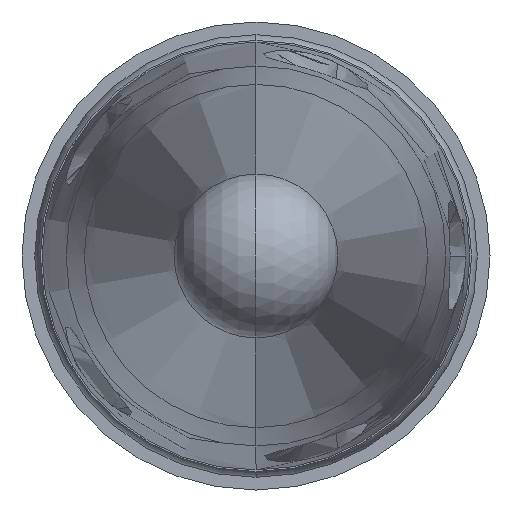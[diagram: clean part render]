
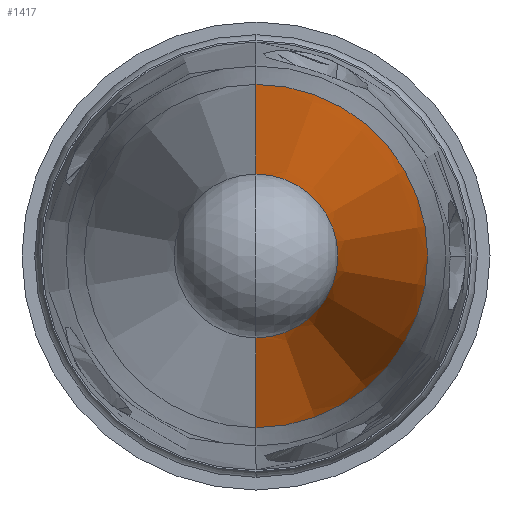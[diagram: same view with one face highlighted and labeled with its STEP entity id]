
A CAD part, left-side view. The second image highlights one B-rep face of the part: STEP entity #1417.
In plain terms, the highlighted conical face has half-angle 3.053 degrees and reference radius 5.319 mm.
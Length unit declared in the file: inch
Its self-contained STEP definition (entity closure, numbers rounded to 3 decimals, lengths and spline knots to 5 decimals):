
#908 = VERTEX_POINT ( 'NONE', #3212 ) ;
#909 = VERTEX_POINT ( 'NONE', #3205 ) ;
#1200 = VERTEX_POINT ( 'NONE', #3602 ) ;
#1207 = EDGE_CURVE ( 'NONE', #1221, #908, #3591, .T. ) ;
#1217 = EDGE_CURVE ( 'NONE', #1200, #909, #3569, .T. ) ;
#1221 = VERTEX_POINT ( 'NONE', #3582 ) ;
#1396 = ORIENTED_EDGE ( 'NONE', *, *, #1207, .T. ) ;
#1416 = EDGE_CURVE ( 'NONE', #909, #908, #4091, .T. ) ;
#1417 = ADVANCED_FACE ( 'NONE', ( #4131 ), #4142, .T. ) ;
#1420 = EDGE_CURVE ( 'NONE', #1200, #1221, #4088, .T. ) ;
#1431 = EDGE_LOOP ( 'NONE', ( #1497, #1665, #1396, #1658 ) ) ;
#1497 = ORIENTED_EDGE ( 'NONE', *, *, #1217, .F. ) ;
#1658 = ORIENTED_EDGE ( 'NONE', *, *, #1416, .F. ) ;
#1665 = ORIENTED_EDGE ( 'NONE', *, *, #1420, .T. ) ;
#3205 = CARTESIAN_POINT ( 'NONE',  ( -2.32114, 0., 0.20941 ) ) ;
#3212 = CARTESIAN_POINT ( 'NONE',  ( -2.32114, 0., -0.20941 ) ) ;
#3569 = LINE ( 'NONE', #3753, #3752 ) ;
#3582 = CARTESIAN_POINT ( 'NONE',  ( -4.37533, 0., -0.09986 ) ) ;
#3588 = DIRECTION ( 'NONE',  ( 0.999, 0., -0.053 ) ) ;
#3589 = VECTOR ( 'NONE', #3588, 39.37008 ) ;
#3590 = CARTESIAN_POINT ( 'NONE',  ( -2.32114, 0., -0.20941 ) ) ;
#3591 = LINE ( 'NONE', #3590, #3589 ) ;
#3602 = CARTESIAN_POINT ( 'NONE',  ( -4.37533, 0., 0.09986 ) ) ;
#3751 = DIRECTION ( 'NONE',  ( 0.999, 0., 0.053 ) ) ;
#3752 = VECTOR ( 'NONE', #3751, 39.37008 ) ;
#3753 = CARTESIAN_POINT ( 'NONE',  ( -2.32114, 0., 0.20941 ) ) ;
#4058 = DIRECTION ( 'NONE',  ( 0., 0., -1. ) ) ;
#4059 = DIRECTION ( 'NONE',  ( 1., 0., 0. ) ) ;
#4060 = CARTESIAN_POINT ( 'NONE',  ( -4.37533, 0., 0. ) ) ;
#4068 = DIRECTION ( 'NONE',  ( 0., 0., -1. ) ) ;
#4069 = DIRECTION ( 'NONE',  ( 1., 0., 0. ) ) ;
#4070 = AXIS2_PLACEMENT_3D ( 'NONE', #4090, #4069, #4068 ) ;
#4088 = CIRCLE ( 'NONE', #4135, 0.09986 ) ;
#4090 = CARTESIAN_POINT ( 'NONE',  ( -2.32114, 0., 0. ) ) ;
#4091 = CIRCLE ( 'NONE', #4070, 0.20941 ) ;
#4116 = DIRECTION ( 'NONE',  ( 1., 0., 0. ) ) ;
#4117 = CARTESIAN_POINT ( 'NONE',  ( -2.32114, 0., 0. ) ) ;
#4129 = AXIS2_PLACEMENT_3D ( 'NONE', #4117, #4116, #4136 ) ;
#4131 = FACE_OUTER_BOUND ( 'NONE', #1431, .T. ) ;
#4135 = AXIS2_PLACEMENT_3D ( 'NONE', #4060, #4059, #4058 ) ;
#4136 = DIRECTION ( 'NONE',  ( 0., 0., -1. ) ) ;
#4142 = CONICAL_SURFACE ( 'NONE', #4129, 0.20941, 0.053 ) ;
